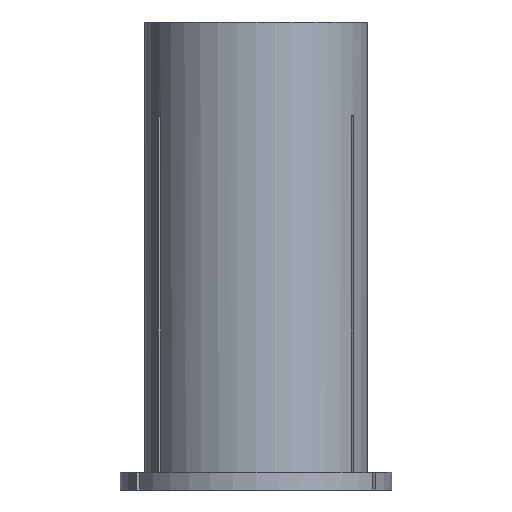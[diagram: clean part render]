
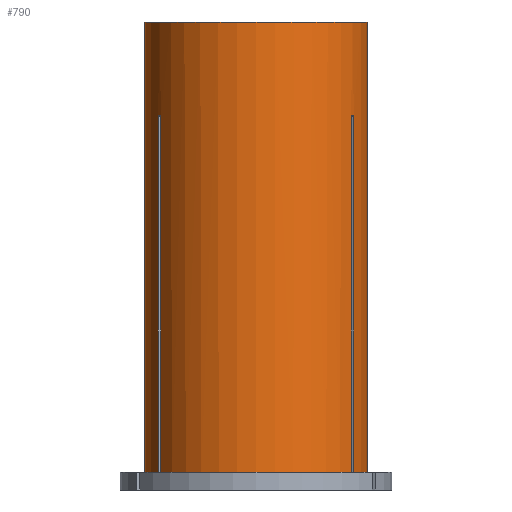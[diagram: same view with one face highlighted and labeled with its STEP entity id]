
A CAD part, front view. The second image highlights one B-rep face of the part: STEP entity #790.
In plain terms, the highlighted cylindrical face has radius 12.5 mm (diameter 25 mm), a partial arc.
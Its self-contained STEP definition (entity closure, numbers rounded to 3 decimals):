
#4 = CARTESIAN_POINT ( 'NONE',  ( 10.672, -6.508, -10.516 ) ) ;
#14 = CIRCLE ( 'NONE', #1011, 12.5 ) ;
#22 = EDGE_CURVE ( 'NONE', #924, #340, #1119, .T. ) ;
#32 = CARTESIAN_POINT ( 'NONE',  ( -10.924, -6.076, -10.514 ) ) ;
#43 = EDGE_CURVE ( 'NONE', #85, #494, #183, .T. ) ;
#56 = ORIENTED_EDGE ( 'NONE', *, *, #1252, .F. ) ;
#81 = CARTESIAN_POINT ( 'NONE',  ( 12.5, 0., -50.5 ) ) ;
#85 = VERTEX_POINT ( 'NONE', #938 ) ;
#90 = ORIENTED_EDGE ( 'NONE', *, *, #126, .T. ) ;
#126 = EDGE_CURVE ( 'NONE', #1179, #1002, #236, .T. ) ;
#139 = VECTOR ( 'NONE', #783, 1000. ) ;
#154 = CARTESIAN_POINT ( 'NONE',  ( 10.972, -5.988, 0. ) ) ;
#159 = CARTESIAN_POINT ( 'NONE',  ( 10.672, -6.508, 0. ) ) ;
#163 = EDGE_CURVE ( 'NONE', #1002, #761, #452, .T. ) ;
#174 = VECTOR ( 'NONE', #310, 1000. ) ;
#183 = B_SPLINE_CURVE_WITH_KNOTS ( 'NONE', 3,
 ( #749, #32, #240, #713, #1051 ),
 .UNSPECIFIED., .F., .F.,
 ( 4, 1, 4 ),
 ( 0.068, 0.069, 0.069 ),
 .UNSPECIFIED. ) ;
#202 = ORIENTED_EDGE ( 'NONE', *, *, #22, .F. ) ;
#209 = CARTESIAN_POINT ( 'NONE',  ( 10.972, -5.988, -10.516 ) ) ;
#213 = CARTESIAN_POINT ( 'NONE',  ( 12.5, 0., 0. ) ) ;
#226 = AXIS2_PLACEMENT_3D ( 'NONE', #245, #352, #361 ) ;
#234 = VECTOR ( 'NONE', #1293, 1000. ) ;
#236 = CIRCLE ( 'NONE', #353, 12.5 ) ;
#240 = CARTESIAN_POINT ( 'NONE',  ( -10.826, -6.251, -10.513 ) ) ;
#245 = CARTESIAN_POINT ( 'NONE',  ( 0., 0., -50.5 ) ) ;
#256 = B_SPLINE_CURVE_WITH_KNOTS ( 'NONE', 3,
 ( #4, #1130, #774, #793, #209 ),
 .UNSPECIFIED., .F., .F.,
 ( 4, 1, 4 ),
 ( 0.075, 0.075, 0.076 ),
 .UNSPECIFIED. ) ;
#263 = VECTOR ( 'NONE', #758, 1000. ) ;
#273 = VERTEX_POINT ( 'NONE', #534 ) ;
#277 = CARTESIAN_POINT ( 'NONE',  ( -12.5, 0., 0. ) ) ;
#291 = ORIENTED_EDGE ( 'NONE', *, *, #847, .T. ) ;
#293 = AXIS2_PLACEMENT_3D ( 'NONE', #877, #992, #370 ) ;
#310 = DIRECTION ( 'NONE',  ( 0., 0., 1. ) ) ;
#337 = DIRECTION ( 'NONE',  ( 0., 0., 1. ) ) ;
#340 = VERTEX_POINT ( 'NONE', #277 ) ;
#352 = DIRECTION ( 'NONE',  ( 0., 0., 1. ) ) ;
#353 = AXIS2_PLACEMENT_3D ( 'NONE', #535, #337, #844 ) ;
#361 = DIRECTION ( 'NONE',  ( 1., 0., 0. ) ) ;
#365 = VERTEX_POINT ( 'NONE', #592 ) ;
#370 = DIRECTION ( 'NONE',  ( 1., 0., 0. ) ) ;
#379 = CARTESIAN_POINT ( 'NONE',  ( -12.5, 0., -50.5 ) ) ;
#412 = LINE ( 'NONE', #159, #1174 ) ;
#435 = VERTEX_POINT ( 'NONE', #509 ) ;
#436 = CYLINDRICAL_SURFACE ( 'NONE', #607, 12.5 ) ;
#452 = LINE ( 'NONE', #213, #174 ) ;
#470 = CARTESIAN_POINT ( 'NONE',  ( 10.672, -6.508, -10.516 ) ) ;
#472 = FACE_OUTER_BOUND ( 'NONE', #478, .T. ) ;
#478 = EDGE_LOOP ( 'NONE', ( #202, #560, #660, #909, #735, #1152, #291, #948, #56, #90, #588, #532 ) ) ;
#480 = LINE ( 'NONE', #154, #139 ) ;
#494 = VERTEX_POINT ( 'NONE', #1064 ) ;
#501 = CARTESIAN_POINT ( 'NONE',  ( 12.5, 0., 0. ) ) ;
#509 = CARTESIAN_POINT ( 'NONE',  ( 10.672, -6.508, -50.5 ) ) ;
#528 = CARTESIAN_POINT ( 'NONE',  ( 10.972, -5.988, -50.5 ) ) ;
#532 = ORIENTED_EDGE ( 'NONE', *, *, #1158, .F. ) ;
#534 = CARTESIAN_POINT ( 'NONE',  ( -10.972, -5.988, -50.5 ) ) ;
#535 = CARTESIAN_POINT ( 'NONE',  ( 0., 0., -50.5 ) ) ;
#560 = ORIENTED_EDGE ( 'NONE', *, *, #1235, .T. ) ;
#579 = DIRECTION ( 'NONE',  ( 0., 0., 1. ) ) ;
#588 = ORIENTED_EDGE ( 'NONE', *, *, #163, .T. ) ;
#592 = CARTESIAN_POINT ( 'NONE',  ( -10.672, -6.508, -50.5 ) ) ;
#607 = AXIS2_PLACEMENT_3D ( 'NONE', #882, #1087, #1094 ) ;
#634 = EDGE_CURVE ( 'NONE', #273, #85, #1170, .T. ) ;
#641 = CARTESIAN_POINT ( 'NONE',  ( 10.972, -5.988, -10.516 ) ) ;
#658 = CARTESIAN_POINT ( 'NONE',  ( -10.972, -5.988, 0. ) ) ;
#660 = ORIENTED_EDGE ( 'NONE', *, *, #634, .T. ) ;
#692 = EDGE_CURVE ( 'NONE', #365, #494, #1246, .T. ) ;
#713 = CARTESIAN_POINT ( 'NONE',  ( -10.724, -6.423, -10.514 ) ) ;
#725 = CIRCLE ( 'NONE', #226, 12.5 ) ;
#735 = ORIENTED_EDGE ( 'NONE', *, *, #692, .F. ) ;
#749 = CARTESIAN_POINT ( 'NONE',  ( -10.972, -5.988, -10.516 ) ) ;
#758 = DIRECTION ( 'NONE',  ( 0., 0., 1. ) ) ;
#761 = VERTEX_POINT ( 'NONE', #501 ) ;
#774 = CARTESIAN_POINT ( 'NONE',  ( 10.826, -6.25, -10.513 ) ) ;
#783 = DIRECTION ( 'NONE',  ( 0., 0., 1. ) ) ;
#790 = ADVANCED_FACE ( 'NONE', ( #472 ), #436, .T. ) ;
#793 = CARTESIAN_POINT ( 'NONE',  ( 10.924, -6.076, -10.514 ) ) ;
#844 = DIRECTION ( 'NONE',  ( 1., 0., 0. ) ) ;
#847 = EDGE_CURVE ( 'NONE', #435, #1269, #412, .T. ) ;
#877 = CARTESIAN_POINT ( 'NONE',  ( 0., 0., -50.5 ) ) ;
#882 = CARTESIAN_POINT ( 'NONE',  ( 0., 0., 0. ) ) ;
#902 = CARTESIAN_POINT ( 'NONE',  ( -10.672, -6.508, 0. ) ) ;
#909 = ORIENTED_EDGE ( 'NONE', *, *, #43, .T. ) ;
#924 = VERTEX_POINT ( 'NONE', #379 ) ;
#925 = CARTESIAN_POINT ( 'NONE',  ( 0., 0., 0. ) ) ;
#933 = DIRECTION ( 'NONE',  ( 0., 0., 1. ) ) ;
#938 = CARTESIAN_POINT ( 'NONE',  ( -10.972, -5.988, -10.516 ) ) ;
#941 = DIRECTION ( 'NONE',  ( 1., 0., 0. ) ) ;
#948 = ORIENTED_EDGE ( 'NONE', *, *, #1095, .T. ) ;
#992 = DIRECTION ( 'NONE',  ( 0., 0., 1. ) ) ;
#1002 = VERTEX_POINT ( 'NONE', #81 ) ;
#1011 = AXIS2_PLACEMENT_3D ( 'NONE', #925, #933, #941 ) ;
#1051 = CARTESIAN_POINT ( 'NONE',  ( -10.672, -6.508, -10.516 ) ) ;
#1064 = CARTESIAN_POINT ( 'NONE',  ( -10.672, -6.508, -10.516 ) ) ;
#1085 = VECTOR ( 'NONE', #1146, 1000. ) ;
#1087 = DIRECTION ( 'NONE',  ( 0., 0., 1. ) ) ;
#1094 = DIRECTION ( 'NONE',  ( 1., 0., 0. ) ) ;
#1095 = EDGE_CURVE ( 'NONE', #1269, #1166, #256, .T. ) ;
#1119 = LINE ( 'NONE', #1122, #1085 ) ;
#1122 = CARTESIAN_POINT ( 'NONE',  ( -12.5, 0., 0. ) ) ;
#1130 = CARTESIAN_POINT ( 'NONE',  ( 10.724, -6.423, -10.514 ) ) ;
#1146 = DIRECTION ( 'NONE',  ( 0., 0., 1. ) ) ;
#1152 = ORIENTED_EDGE ( 'NONE', *, *, #1221, .T. ) ;
#1158 = EDGE_CURVE ( 'NONE', #340, #761, #14, .T. ) ;
#1166 = VERTEX_POINT ( 'NONE', #641 ) ;
#1170 = LINE ( 'NONE', #658, #263 ) ;
#1174 = VECTOR ( 'NONE', #579, 1000. ) ;
#1179 = VERTEX_POINT ( 'NONE', #528 ) ;
#1218 = CIRCLE ( 'NONE', #293, 12.5 ) ;
#1221 = EDGE_CURVE ( 'NONE', #365, #435, #725, .T. ) ;
#1235 = EDGE_CURVE ( 'NONE', #924, #273, #1218, .T. ) ;
#1246 = LINE ( 'NONE', #902, #234 ) ;
#1252 = EDGE_CURVE ( 'NONE', #1179, #1166, #480, .T. ) ;
#1269 = VERTEX_POINT ( 'NONE', #470 ) ;
#1293 = DIRECTION ( 'NONE',  ( 0., 0., 1. ) ) ;
